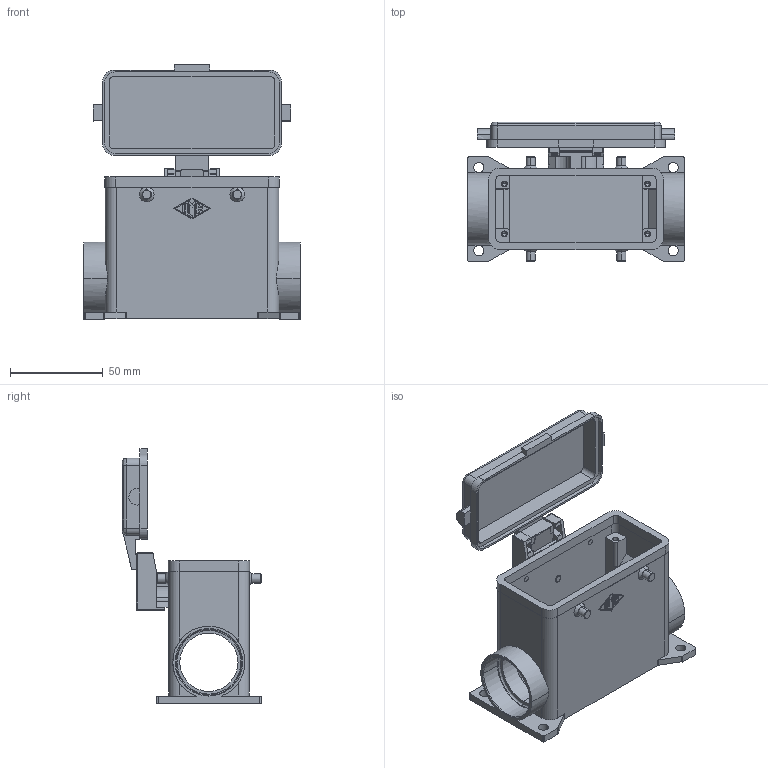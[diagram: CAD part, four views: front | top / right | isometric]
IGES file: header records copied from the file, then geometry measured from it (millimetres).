
Global section: file name: No Iges File Name specified; native system: AutoDesk Inventor R6.1; preprocessor: AutoDesk Inventor Iges Exporter R6.1; author: No Author specified; organization: No Organization specified; date: 20061221.112618; units: millimetre
Bounding box: 117 x 75.25 x 137.75 mm (x, y, z)
Volume: 118793.5 mm3; surface area: 75064.5 mm2
Topology: 1 solids, 2 shells, 473 faces, 1279 edges, 830 vertices
Faces by surface type: plane 197, cylinder 101, bspline 88, revolution 69, cone 10, torus 8
